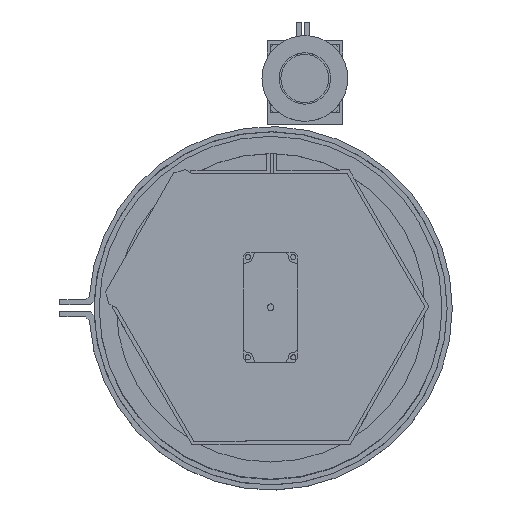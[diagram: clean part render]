
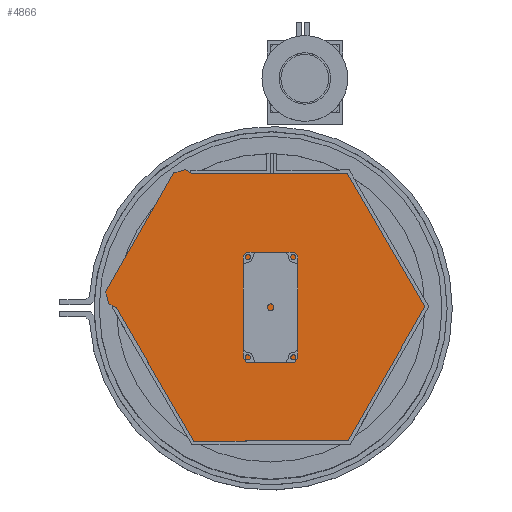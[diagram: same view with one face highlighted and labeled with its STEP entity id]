
A CAD part, top view. The second image highlights one B-rep face of the part: STEP entity #4866.
In plain terms, the highlighted planar face has unit normal (0, 0, 1).
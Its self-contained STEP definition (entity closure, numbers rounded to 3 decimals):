
#58=FACE_BOUND('',#1621,.T.);
#59=FACE_BOUND('',#1622,.T.);
#196=LINE('',#7226,#739);
#201=LINE('',#7244,#744);
#206=LINE('',#7262,#749);
#211=LINE('',#7280,#754);
#214=LINE('',#7290,#757);
#218=LINE('',#7298,#761);
#221=LINE('',#7304,#764);
#222=LINE('',#7306,#765);
#223=LINE('',#7308,#766);
#224=LINE('',#7310,#767);
#225=LINE('',#7312,#768);
#226=LINE('',#7314,#769);
#227=LINE('',#7316,#770);
#228=LINE('',#7317,#771);
#739=VECTOR('',#5830,10.);
#744=VECTOR('',#5849,10.);
#749=VECTOR('',#5868,10.);
#754=VECTOR('',#5887,10.);
#757=VECTOR('',#5898,10.);
#761=VECTOR('',#5904,10.);
#764=VECTOR('',#5909,10.);
#765=VECTOR('',#5910,10.);
#766=VECTOR('',#5911,10.);
#767=VECTOR('',#5912,10.);
#768=VECTOR('',#5913,10.);
#769=VECTOR('',#5914,10.);
#770=VECTOR('',#5915,10.);
#771=VECTOR('',#5916,10.);
#1329=FACE_OUTER_BOUND('',#1620,.T.);
#1620=EDGE_LOOP('',(#3503,#3504,#3505,#3506,#3507,#3508,#3509,#3510,#3511,
#3512));
#1621=EDGE_LOOP('',(#3513,#3514,#3515,#3516,#3517,#3518));
#1622=EDGE_LOOP('',(#3519,#3520,#3521,#3522,#3523,#3524));
#1940=CIRCLE('',#5210,7.);
#1942=CIRCLE('',#5214,1.75);
#1944=CIRCLE('',#5217,7.);
#1946=CIRCLE('',#5221,1.75);
#1948=CIRCLE('',#5224,7.);
#1950=CIRCLE('',#5228,1.75);
#1952=CIRCLE('',#5231,7.);
#1954=CIRCLE('',#5235,1.75);
#2123=VERTEX_POINT('',#7216);
#2124=VERTEX_POINT('',#7217);
#2127=VERTEX_POINT('',#7225);
#2129=VERTEX_POINT('',#7231);
#2131=VERTEX_POINT('',#7237);
#2133=VERTEX_POINT('',#7243);
#2135=VERTEX_POINT('',#7252);
#2136=VERTEX_POINT('',#7253);
#2139=VERTEX_POINT('',#7261);
#2141=VERTEX_POINT('',#7267);
#2143=VERTEX_POINT('',#7273);
#2145=VERTEX_POINT('',#7279);
#2147=VERTEX_POINT('',#7288);
#2148=VERTEX_POINT('',#7289);
#2151=VERTEX_POINT('',#7297);
#2153=VERTEX_POINT('',#7303);
#2154=VERTEX_POINT('',#7305);
#2155=VERTEX_POINT('',#7307);
#2156=VERTEX_POINT('',#7309);
#2157=VERTEX_POINT('',#7311);
#2158=VERTEX_POINT('',#7313);
#2159=VERTEX_POINT('',#7315);
#2626=EDGE_CURVE('',#2123,#2124,#1940,.T.);
#2630=EDGE_CURVE('',#2127,#2123,#196,.T.);
#2633=EDGE_CURVE('',#2129,#2127,#1942,.T.);
#2636=EDGE_CURVE('',#2131,#2129,#1944,.T.);
#2639=EDGE_CURVE('',#2133,#2131,#201,.T.);
#2642=EDGE_CURVE('',#2124,#2133,#1946,.T.);
#2644=EDGE_CURVE('',#2135,#2136,#1948,.T.);
#2648=EDGE_CURVE('',#2139,#2135,#206,.T.);
#2651=EDGE_CURVE('',#2141,#2139,#1950,.T.);
#2654=EDGE_CURVE('',#2143,#2141,#1952,.T.);
#2657=EDGE_CURVE('',#2145,#2143,#211,.T.);
#2660=EDGE_CURVE('',#2136,#2145,#1954,.T.);
#2662=EDGE_CURVE('',#2147,#2148,#214,.T.);
#2666=EDGE_CURVE('',#2148,#2151,#218,.T.);
#2669=EDGE_CURVE('',#2153,#2147,#221,.T.);
#2670=EDGE_CURVE('',#2153,#2154,#222,.T.);
#2671=EDGE_CURVE('',#2154,#2155,#223,.T.);
#2672=EDGE_CURVE('',#2155,#2156,#224,.T.);
#2673=EDGE_CURVE('',#2156,#2157,#225,.T.);
#2674=EDGE_CURVE('',#2157,#2158,#226,.T.);
#2675=EDGE_CURVE('',#2158,#2159,#227,.T.);
#2676=EDGE_CURVE('',#2151,#2159,#228,.T.);
#3503=ORIENTED_EDGE('',*,*,#2662,.F.);
#3504=ORIENTED_EDGE('',*,*,#2669,.F.);
#3505=ORIENTED_EDGE('',*,*,#2670,.T.);
#3506=ORIENTED_EDGE('',*,*,#2671,.T.);
#3507=ORIENTED_EDGE('',*,*,#2672,.T.);
#3508=ORIENTED_EDGE('',*,*,#2673,.T.);
#3509=ORIENTED_EDGE('',*,*,#2674,.T.);
#3510=ORIENTED_EDGE('',*,*,#2675,.T.);
#3511=ORIENTED_EDGE('',*,*,#2676,.F.);
#3512=ORIENTED_EDGE('',*,*,#2666,.F.);
#3513=ORIENTED_EDGE('',*,*,#2626,.T.);
#3514=ORIENTED_EDGE('',*,*,#2642,.T.);
#3515=ORIENTED_EDGE('',*,*,#2639,.T.);
#3516=ORIENTED_EDGE('',*,*,#2636,.T.);
#3517=ORIENTED_EDGE('',*,*,#2633,.T.);
#3518=ORIENTED_EDGE('',*,*,#2630,.T.);
#3519=ORIENTED_EDGE('',*,*,#2644,.T.);
#3520=ORIENTED_EDGE('',*,*,#2660,.T.);
#3521=ORIENTED_EDGE('',*,*,#2657,.T.);
#3522=ORIENTED_EDGE('',*,*,#2654,.T.);
#3523=ORIENTED_EDGE('',*,*,#2651,.T.);
#3524=ORIENTED_EDGE('',*,*,#2648,.T.);
#4630=PLANE('',#5239);
#4866=ADVANCED_FACE('',(#1329,#58,#59),#4630,.T.);
#5210=AXIS2_PLACEMENT_3D('',#7218,#5822,#5823);
#5214=AXIS2_PLACEMENT_3D('',#7232,#5835,#5836);
#5217=AXIS2_PLACEMENT_3D('',#7238,#5842,#5843);
#5221=AXIS2_PLACEMENT_3D('',#7249,#5854,#5855);
#5224=AXIS2_PLACEMENT_3D('',#7254,#5860,#5861);
#5228=AXIS2_PLACEMENT_3D('',#7268,#5873,#5874);
#5231=AXIS2_PLACEMENT_3D('',#7274,#5880,#5881);
#5235=AXIS2_PLACEMENT_3D('',#7285,#5892,#5893);
#5239=AXIS2_PLACEMENT_3D('',#7302,#5907,#5908);
#5822=DIRECTION('center_axis',(0.,0.,-1.));
#5823=DIRECTION('ref_axis',(-0.534,-0.845,0.));
#5830=DIRECTION('',(0.,-1.,0.));
#5835=DIRECTION('center_axis',(0.,0.,-1.));
#5836=DIRECTION('ref_axis',(0.147,-0.989,0.));
#5842=DIRECTION('center_axis',(0.,0.,-1.));
#5843=DIRECTION('ref_axis',(0.534,0.845,0.));
#5849=DIRECTION('',(0.,1.,0.));
#5854=DIRECTION('center_axis',(0.,0.,-1.));
#5855=DIRECTION('ref_axis',(-0.147,0.989,0.));
#5860=DIRECTION('center_axis',(0.,0.,-1.));
#5861=DIRECTION('ref_axis',(0.534,0.845,0.));
#5868=DIRECTION('',(0.,1.,0.));
#5873=DIRECTION('center_axis',(0.,0.,-1.));
#5874=DIRECTION('ref_axis',(-0.278,0.961,0.));
#5880=DIRECTION('center_axis',(0.,0.,-1.));
#5881=DIRECTION('ref_axis',(-0.534,-0.845,0.));
#5887=DIRECTION('',(0.,-1.,0.));
#5892=DIRECTION('center_axis',(0.,0.,-1.));
#5893=DIRECTION('ref_axis',(0.147,-0.989,0.));
#5898=DIRECTION('',(-0.262,0.965,0.));
#5904=DIRECTION('',(0.497,0.868,0.));
#5907=DIRECTION('center_axis',(0.,0.,1.));
#5908=DIRECTION('ref_axis',(1.,0.,0.));
#5909=DIRECTION('',(-0.868,0.497,0.));
#5910=DIRECTION('',(0.503,-0.864,0.));
#5911=DIRECTION('',(1.,0.004,0.));
#5912=DIRECTION('',(0.497,0.868,0.));
#5913=DIRECTION('',(-0.503,0.864,0.));
#5914=DIRECTION('',(-1.,-0.004,0.));
#5915=DIRECTION('',(-0.868,0.497,0.));
#5916=DIRECTION('',(0.965,0.262,0.));
#7216=CARTESIAN_POINT('',(4.5,11.638,348.));
#7217=CARTESIAN_POINT('',(-3.738,11.082,348.));
#7218=CARTESIAN_POINT('Origin',(0.,17.,348.));
#7225=CARTESIAN_POINT('',(4.5,19.512,348.));
#7226=CARTESIAN_POINT('',(4.5,9.756,348.));
#7231=CARTESIAN_POINT('',(3.738,22.918,348.));
#7232=CARTESIAN_POINT('Origin',(4.243,21.243,348.));
#7237=CARTESIAN_POINT('',(-4.5,22.362,348.));
#7238=CARTESIAN_POINT('Origin',(0.,17.,348.));
#7243=CARTESIAN_POINT('',(-4.5,14.488,348.));
#7244=CARTESIAN_POINT('',(-4.5,7.244,348.));
#7249=CARTESIAN_POINT('Origin',(-4.243,12.757,348.));
#7252=CARTESIAN_POINT('',(-4.729,-11.839,348.));
#7253=CARTESIAN_POINT('',(3.738,-11.082,348.));
#7254=CARTESIAN_POINT('Origin',(0.,-17.,348.));
#7261=CARTESIAN_POINT('',(-4.729,-19.562,348.));
#7262=CARTESIAN_POINT('',(-4.729,-9.781,348.));
#7267=CARTESIAN_POINT('',(-3.738,-22.918,348.));
#7268=CARTESIAN_POINT('Origin',(-4.243,-21.243,348.));
#7273=CARTESIAN_POINT('',(4.5,-22.362,348.));
#7274=CARTESIAN_POINT('Origin',(0.,-17.,348.));
#7279=CARTESIAN_POINT('',(4.5,-14.488,348.));
#7280=CARTESIAN_POINT('',(4.5,-7.244,348.));
#7285=CARTESIAN_POINT('Origin',(4.243,-12.757,348.));
#7288=CARTESIAN_POINT('',(-94.339,2.151,348.));
#7289=CARTESIAN_POINT('',(-96.194,8.974,348.));
#7290=CARTESIAN_POINT('',(-91.283,-9.088,348.));
#7297=CARTESIAN_POINT('',(-56.451,78.404,348.));
#7298=CARTESIAN_POINT('',(-53.967,82.743,348.));
#7302=CARTESIAN_POINT('Origin',(0.,0.,348.));
#7303=CARTESIAN_POINT('',(-89.999,-0.333,348.));
#7304=CARTESIAN_POINT('',(-89.999,-0.333,348.));
#7305=CARTESIAN_POINT('',(-44.711,-78.108,348.));
#7306=CARTESIAN_POINT('',(-89.999,-0.333,348.));
#7307=CARTESIAN_POINT('',(45.288,-77.775,348.));
#7308=CARTESIAN_POINT('',(-44.711,-78.108,348.));
#7309=CARTESIAN_POINT('',(89.999,0.333,348.));
#7310=CARTESIAN_POINT('',(45.288,-77.775,348.));
#7311=CARTESIAN_POINT('',(44.711,78.108,348.));
#7312=CARTESIAN_POINT('',(89.999,0.333,348.));
#7313=CARTESIAN_POINT('',(-45.288,77.775,348.));
#7314=CARTESIAN_POINT('',(44.711,78.108,348.));
#7315=CARTESIAN_POINT('',(-49.627,80.259,348.));
#7316=CARTESIAN_POINT('',(-45.288,77.775,348.));
#7317=CARTESIAN_POINT('',(-38.389,83.315,348.));
